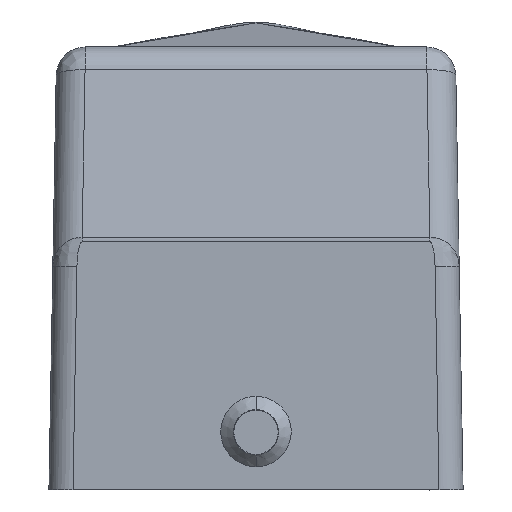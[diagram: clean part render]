
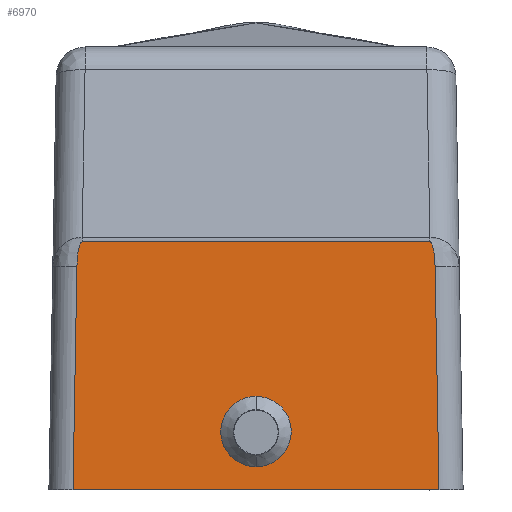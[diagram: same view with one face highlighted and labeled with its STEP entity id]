
A CAD part, left-side view. The second image highlights one B-rep face of the part: STEP entity #6970.
In plain terms, the highlighted planar face has unit normal (-1, 0, 0.018).
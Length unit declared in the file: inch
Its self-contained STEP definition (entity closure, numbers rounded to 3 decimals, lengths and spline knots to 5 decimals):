
#12 = CARTESIAN_POINT ( 'NONE',  ( 0.02557, -0.71073, 1.01403 ) ) ;
#271 = CARTESIAN_POINT ( 'NONE',  ( 0.02484, 0.72756, 0.97186 ) ) ;
#357 = CARTESIAN_POINT ( 'NONE',  ( 0.00787, 0.74805, 0. ) ) ;
#399 = CARTESIAN_POINT ( 'NONE',  ( 0.02405, 0.73187, 0.92648 ) ) ;
#877 = EDGE_CURVE ( 'NONE', #10739, #3318, #12102, .T. ) ;
#972 = CARTESIAN_POINT ( 'NONE',  ( 0.02536, -0.72031, 1.00201 ) ) ;
#1111 = LINE ( 'NONE', #10280, #4933 ) ;
#1332 = CARTESIAN_POINT ( 'NONE',  ( 0.02547, 0.71748, 1.00813 ) ) ;
#1342 = VECTOR ( 'NONE', #11719, 39.37008 ) ;
#1345 = CARTESIAN_POINT ( 'NONE',  ( 0.01455, 0., 0.38266 ) ) ;
#1414 = CARTESIAN_POINT ( 'NONE',  ( 0.0082, -0.74772, 0.01889 ) ) ;
#1462 = CARTESIAN_POINT ( 'NONE',  ( 0.02426, 0.7312, 0.9388 ) ) ;
#1484 = ORIENTED_EDGE ( 'NONE', *, *, #8355, .T. ) ;
#1589 = EDGE_LOOP ( 'NONE', ( #7014, #5232, #8071, #11492, #9362, #5466 ) ) ;
#1882 = LINE ( 'NONE', #12868, #5670 ) ;
#1887 = CARTESIAN_POINT ( 'NONE',  ( 0.02557, 0.71073, 1.01403 ) ) ;
#1902 = CARTESIAN_POINT ( 'NONE',  ( 0.02489, -0.7272, 0.97489 ) ) ;
#1910 = CARTESIAN_POINT ( 'NONE',  ( 0.00953, 0.28782, 0.0948 ) ) ;
#1967 = CARTESIAN_POINT ( 'NONE',  ( 0.02557, -0.71073, 1.01403 ) ) ;
#2035 = CARTESIAN_POINT ( 'NONE',  ( 0.02382, -0.7321, 0.91369 ) ) ;
#2061 =( BOUNDED_CURVE ( )  B_SPLINE_CURVE ( 3, ( #10077, #1910, #3847, #12159 ),
 .UNSPECIFIED., .F., .F. ) 
 B_SPLINE_CURVE_WITH_KNOTS ( ( 4, 4 ),
 ( 3.14159, 6.28319 ),
 .UNSPECIFIED. ) 
 CURVE ( )  GEOMETRIC_REPRESENTATION_ITEM ( )  RATIONAL_B_SPLINE_CURVE ( ( 1., 0.333, 0.333, 1. ) ) 
 REPRESENTATION_ITEM ( '' )  );
#2126 = VERTEX_POINT ( 'NONE', #5124 ) ;
#2183 = EDGE_CURVE ( 'NONE', #4546, #10739, #1111, .T. ) ;
#2244 = EDGE_CURVE ( 'NONE', #10876, #3318, #5262, .T. ) ;
#2263 = CARTESIAN_POINT ( 'NONE',  ( 0.02536, 0.72068, 1.00191 ) ) ;
#2354 = EDGE_CURVE ( 'NONE', #8872, #2126, #9470, .T. ) ;
#2470 = B_SPLINE_CURVE_WITH_KNOTS ( 'NONE', 3,
 ( #2035, #4042, #13155, #4977, #4104, #8082, #11143, #2968, #6132, #1902, #10264, #5927, #972, #12148, #11208, #3036, #7203, #7073, #1967 ),
 .UNSPECIFIED., .F., .F.,
 ( 4, 1, 1, 1, 2, 2, 2, 1, 1, 2, 2, 4 ),
 ( 0., 0.125, 0.1875, 0.21875, 0.23438, 0.25, 0.5, 0.625, 0.6875, 0.71875, 0.75, 1. ),
 .UNSPECIFIED. ) ;
#2572 = CARTESIAN_POINT ( 'NONE',  ( 0.01455, 0., 0.38266 ) ) ;
#2624 = CARTESIAN_POINT ( 'NONE',  ( 0.00787, 0., 0. ) ) ;
#2968 = CARTESIAN_POINT ( 'NONE',  ( 0.02445, -0.73015, 0.94986 ) ) ;
#3036 = CARTESIAN_POINT ( 'NONE',  ( 0.02544, -0.71838, 1.0064 ) ) ;
#3257 = CARTESIAN_POINT ( 'NONE',  ( 0.02556, 0.71383, 1.01315 ) ) ;
#3318 = VERTEX_POINT ( 'NONE', #5084 ) ;
#3405 = LINE ( 'NONE', #1414, #1342 ) ;
#3460 = CARTESIAN_POINT ( 'NONE',  ( 0.02382, 0.7321, 0.91369 ) ) ;
#3763 = EDGE_CURVE ( 'NONE', #5585, #7479, #3405, .T. ) ;
#3847 = CARTESIAN_POINT ( 'NONE',  ( 0.01455, 0.28782, 0.38266 ) ) ;
#3915 = ORIENTED_EDGE ( 'NONE', *, *, #2354, .T. ) ;
#4042 = CARTESIAN_POINT ( 'NONE',  ( 0.02393, -0.73199, 0.92008 ) ) ;
#4104 = CARTESIAN_POINT ( 'NONE',  ( 0.02438, -0.73054, 0.94544 ) ) ;
#4134 = CARTESIAN_POINT ( 'NONE',  ( 0.02456, 0.72952, 0.95622 ) ) ;
#4331 = CARTESIAN_POINT ( 'NONE',  ( 0.02452, 0.72976, 0.95386 ) ) ;
#4546 = VERTEX_POINT ( 'NONE', #12 ) ;
#4700 = CARTESIAN_POINT ( 'NONE',  ( 0.02382, -0.7321, 0.91369 ) ) ;
#4933 = VECTOR ( 'NONE', #6146, 39.37008 ) ;
#4977 = CARTESIAN_POINT ( 'NONE',  ( 0.02428, -0.73096, 0.94017 ) ) ;
#5084 = CARTESIAN_POINT ( 'NONE',  ( 0.02382, 0.7321, 0.91369 ) ) ;
#5124 = CARTESIAN_POINT ( 'NONE',  ( 0.00953, 0., 0.0948 ) ) ;
#5232 = ORIENTED_EDGE ( 'NONE', *, *, #10549, .T. ) ;
#5262 = LINE ( 'NONE', #8557, #8384 ) ;
#5466 = ORIENTED_EDGE ( 'NONE', *, *, #8609, .F. ) ;
#5585 = VERTEX_POINT ( 'NONE', #4700 ) ;
#5670 = VECTOR ( 'NONE', #7988, 39.37008 ) ;
#5927 = CARTESIAN_POINT ( 'NONE',  ( 0.02526, -0.72242, 0.99601 ) ) ;
#6132 = CARTESIAN_POINT ( 'NONE',  ( 0.02469, -0.72886, 0.96353 ) ) ;
#6146 = DIRECTION ( 'NONE',  ( 0., 1., 0. ) ) ;
#6726 = DIRECTION ( 'NONE',  ( -1., 0., 0.017 ) ) ;
#6815 = CARTESIAN_POINT ( 'NONE',  ( 0.01455, -0.28782, 0.38266 ) ) ;
#6970 = ADVANCED_FACE ( 'NONE', ( #7729, #11806 ), #8669, .T. ) ;
#7014 = ORIENTED_EDGE ( 'NONE', *, *, #3763, .F. ) ;
#7061 = CARTESIAN_POINT ( 'NONE',  ( 0.00953, -0.28782, 0.0948 ) ) ;
#7073 = CARTESIAN_POINT ( 'NONE',  ( 0.02557, -0.71323, 1.01403 ) ) ;
#7161 = AXIS2_PLACEMENT_3D ( 'NONE', #2624, #6726, #7797 ) ;
#7203 = CARTESIAN_POINT ( 'NONE',  ( 0.02553, -0.71568, 1.01169 ) ) ;
#7479 = VERTEX_POINT ( 'NONE', #11951 ) ;
#7729 = FACE_BOUND ( 'NONE', #10873, .T. ) ;
#7797 = DIRECTION ( 'NONE',  ( 0.017, 0., 1. ) ) ;
#7988 = DIRECTION ( 'NONE',  ( 0., 1., 0. ) ) ;
#8071 = ORIENTED_EDGE ( 'NONE', *, *, #2183, .T. ) ;
#8082 = CARTESIAN_POINT ( 'NONE',  ( 0.02442, -0.73035, 0.94769 ) ) ;
#8355 = EDGE_CURVE ( 'NONE', #2126, #8872, #2061, .T. ) ;
#8372 = CARTESIAN_POINT ( 'NONE',  ( 0.02557, 0.71073, 1.01403 ) ) ;
#8384 = VECTOR ( 'NONE', #11550, 39.37008 ) ;
#8507 = CARTESIAN_POINT ( 'NONE',  ( 0.02498, 0.72616, 0.97978 ) ) ;
#8557 = CARTESIAN_POINT ( 'NONE',  ( 0.0082, 0.74772, 0.01889 ) ) ;
#8609 = EDGE_CURVE ( 'NONE', #7479, #10876, #1882, .T. ) ;
#8669 = PLANE ( 'NONE',  #7161 ) ;
#8751 = CARTESIAN_POINT ( 'NONE',  ( 0.00953, 0., 0.0948 ) ) ;
#8872 = VERTEX_POINT ( 'NONE', #1345 ) ;
#9362 = ORIENTED_EDGE ( 'NONE', *, *, #2244, .F. ) ;
#9434 = CARTESIAN_POINT ( 'NONE',  ( 0.02523, 0.72304, 0.99444 ) ) ;
#9470 =( BOUNDED_CURVE ( )  B_SPLINE_CURVE ( 3, ( #2572, #6815, #7061, #8751 ),
 .UNSPECIFIED., .F., .T. ) 
 B_SPLINE_CURVE_WITH_KNOTS ( ( 4, 4 ),
 ( 0., 3.14159 ),
 .UNSPECIFIED. ) 
 CURVE ( )  GEOMETRIC_REPRESENTATION_ITEM ( )  RATIONAL_B_SPLINE_CURVE ( ( 1., 0.333, 0.333, 1. ) ) 
 REPRESENTATION_ITEM ( '' )  );
#9567 = CARTESIAN_POINT ( 'NONE',  ( 0.02551, 0.71597, 1.01058 ) ) ;
#10077 = CARTESIAN_POINT ( 'NONE',  ( 0.00953, 0., 0.0948 ) ) ;
#10264 = CARTESIAN_POINT ( 'NONE',  ( 0.02515, -0.72408, 0.98955 ) ) ;
#10280 = CARTESIAN_POINT ( 'NONE',  ( 0.02557, 0., 1.01403 ) ) ;
#10495 = CARTESIAN_POINT ( 'NONE',  ( 0.02549, 0.71688, 1.00915 ) ) ;
#10549 = EDGE_CURVE ( 'NONE', #5585, #4546, #2470, .T. ) ;
#10739 = VERTEX_POINT ( 'NONE', #1887 ) ;
#10873 = EDGE_LOOP ( 'NONE', ( #1484, #3915 ) ) ;
#10876 = VERTEX_POINT ( 'NONE', #357 ) ;
#11143 = CARTESIAN_POINT ( 'NONE',  ( 0.02444, -0.73022, 0.94918 ) ) ;
#11208 = CARTESIAN_POINT ( 'NONE',  ( 0.02543, -0.71873, 1.00568 ) ) ;
#11431 = CARTESIAN_POINT ( 'NONE',  ( 0.02546, 0.71776, 1.00763 ) ) ;
#11492 = ORIENTED_EDGE ( 'NONE', *, *, #877, .T. ) ;
#11550 = DIRECTION ( 'NONE',  ( 0.017, -0.017, 1. ) ) ;
#11719 = DIRECTION ( 'NONE',  ( -0.017, -0.017, -1. ) ) ;
#11806 = FACE_OUTER_BOUND ( 'NONE', #1589, .T. ) ;
#11951 = CARTESIAN_POINT ( 'NONE',  ( 0.00787, -0.74805, 0. ) ) ;
#12102 = B_SPLINE_CURVE_WITH_KNOTS ( 'NONE', 3,
 ( #8372, #12439, #3257, #9567, #10495, #1332, #11431, #2263, #9434, #8507, #271, #12573, #4134, #4331, #12504, #12638, #1462, #399, #3460 ),
 .UNSPECIFIED., .F., .F.,
 ( 4, 1, 1, 2, 2, 2, 1, 1, 1, 2, 2, 4 ),
 ( 0., 0.125, 0.1875, 0.21875, 0.25, 0.5, 0.625, 0.6875, 0.71875, 0.73437, 0.75, 1. ),
 .UNSPECIFIED. ) ;
#12148 = CARTESIAN_POINT ( 'NONE',  ( 0.0254, -0.71937, 1.00425 ) ) ;
#12159 = CARTESIAN_POINT ( 'NONE',  ( 0.01455, 0., 0.38266 ) ) ;
#12439 = CARTESIAN_POINT ( 'NONE',  ( 0.02557, 0.71198, 1.01403 ) ) ;
#12504 = CARTESIAN_POINT ( 'NONE',  ( 0.0245, 0.72992, 0.95227 ) ) ;
#12573 = CARTESIAN_POINT ( 'NONE',  ( 0.02466, 0.72891, 0.9616 ) ) ;
#12638 = CARTESIAN_POINT ( 'NONE',  ( 0.02448, 0.73001, 0.9514 ) ) ;
#12868 = CARTESIAN_POINT ( 'NONE',  ( 0.00787, 0., 0. ) ) ;
#13155 = CARTESIAN_POINT ( 'NONE',  ( 0.0241, -0.73165, 0.92949 ) ) ;
